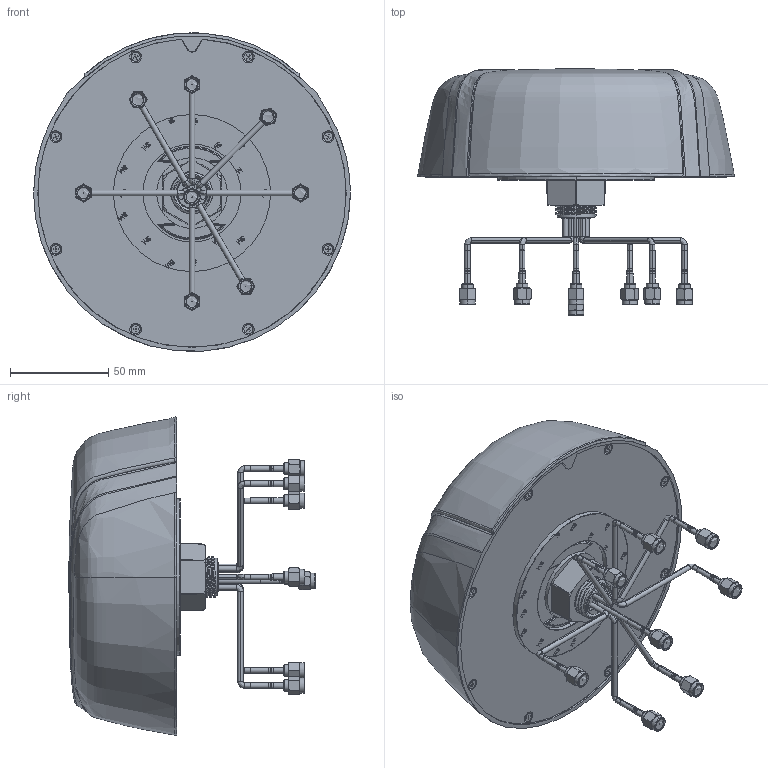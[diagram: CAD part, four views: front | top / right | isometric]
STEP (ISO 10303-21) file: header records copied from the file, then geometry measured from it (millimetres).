
FILE_DESCRIPTION (( 'STEP AP214' ), '1' );
FILE_NAME ('MA1509.AK.001_Customer.STEP', '2022-07-08T15:50:36', ( 'LocalAdmin' ), ( '' ), 'SwSTEP 2.0', 'SolidWorks 2018', '' );
FILE_SCHEMA (( 'AUTOMOTIVE_DESIGN' ));
Length unit declared in the file: millimetre
Products named in the file (1): MA1509.AK.001_Customer
Bounding box: 161.34 x 125.45 x 162.04 mm (x, y, z)
Surface area: 95203.3 mm2 (no closed solid volume)
Topology: 0 solids, 127 shells, 776 faces, 2562 edges, 1897 vertices
Faces by surface type: cylinder 260, plane 232, bspline 119, cone 94, torus 71
Entity records: 117870 total; most frequent: CARTESIAN_POINT 97273, ORIENTED_EDGE 4146, DIRECTION 3403, EDGE_CURVE 2553, VERTEX_POINT 1900, AXIS2_PLACEMENT_3D 1228, LINE 947, VECTOR 947
